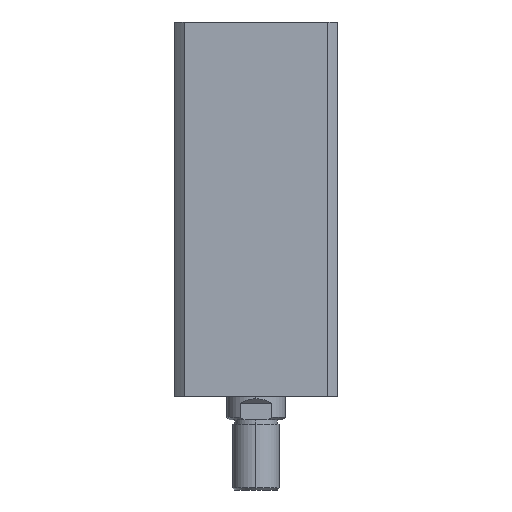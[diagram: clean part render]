
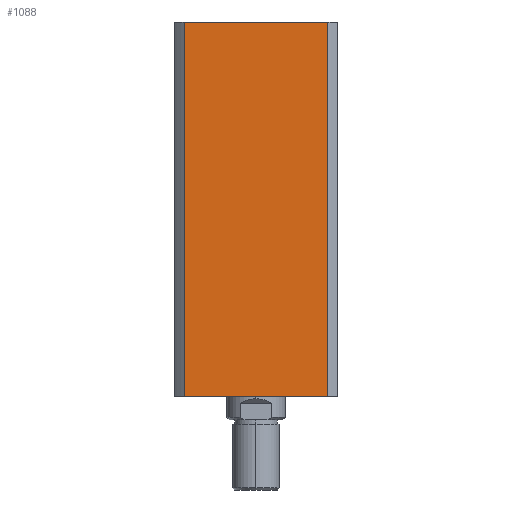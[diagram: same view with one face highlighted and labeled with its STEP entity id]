
A CAD part, left-side view. The second image highlights one B-rep face of the part: STEP entity #1088.
In plain terms, the highlighted planar face has unit normal (-1, 0, 0).
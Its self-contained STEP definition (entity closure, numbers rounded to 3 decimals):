
#9 = ORIENTED_EDGE ( 'NONE', *, *, #3365, .T. ) ;
#11 = ORIENTED_EDGE ( 'NONE', *, *, #3370, .F. ) ;
#104 = ORIENTED_EDGE ( 'NONE', *, *, #3369, .F. ) ;
#263 = CARTESIAN_POINT ( 'NONE',  ( -35., -30.615, 160. ) ) ;
#268 = CARTESIAN_POINT ( 'NONE',  ( -35., 30.615, 160. ) ) ;
#276 = CARTESIAN_POINT ( 'NONE',  ( -35., -30.615, 0. ) ) ;
#278 = CARTESIAN_POINT ( 'NONE',  ( -35., 30.615, 0. ) ) ;
#877 = EDGE_LOOP ( 'NONE', ( #3721, #104, #11, #9 ) ) ;
#1088 = ADVANCED_FACE ( 'NONE', ( #2879 ), #1343, .F. ) ;
#1339 = DIRECTION ( 'NONE',  ( 1., 0., 0. ) ) ;
#1343 = PLANE ( 'NONE',  #1512 ) ;
#1349 = CARTESIAN_POINT ( 'NONE',  ( -35., 0., 160. ) ) ;
#1512 = AXIS2_PLACEMENT_3D ( 'NONE', #1349, #1339, #2185 ) ;
#2185 = DIRECTION ( 'NONE',  ( 0., 0., -1. ) ) ;
#2230 = CARTESIAN_POINT ( 'NONE',  ( -35., 30.615, 160. ) ) ;
#2231 = DIRECTION ( 'NONE',  ( 0., 0., -1. ) ) ;
#2235 = DIRECTION ( 'NONE',  ( 0., -1., 0. ) ) ;
#2236 = CARTESIAN_POINT ( 'NONE',  ( -35., 0., 0. ) ) ;
#2237 = CARTESIAN_POINT ( 'NONE',  ( -35., 0., 160. ) ) ;
#2241 = CARTESIAN_POINT ( 'NONE',  ( -35., -30.615, 160. ) ) ;
#2243 = DIRECTION ( 'NONE',  ( 0., 0., -1. ) ) ;
#2244 = DIRECTION ( 'NONE',  ( 0., -1., 0. ) ) ;
#2698 = VERTEX_POINT ( 'NONE', #263 ) ;
#2703 = VERTEX_POINT ( 'NONE', #268 ) ;
#2711 = VERTEX_POINT ( 'NONE', #276 ) ;
#2713 = VERTEX_POINT ( 'NONE', #278 ) ;
#2879 = FACE_OUTER_BOUND ( 'NONE', #877, .T. ) ;
#3217 = LINE ( 'NONE', #2230, #3221 ) ;
#3219 = LINE ( 'NONE', #2236, #3224 ) ;
#3221 = VECTOR ( 'NONE', #2231, 1000. ) ;
#3222 = LINE ( 'NONE', #2237, #3226 ) ;
#3223 = LINE ( 'NONE', #2241, #3225 ) ;
#3224 = VECTOR ( 'NONE', #2235, 1000. ) ;
#3225 = VECTOR ( 'NONE', #2243, 1000. ) ;
#3226 = VECTOR ( 'NONE', #2244, 1000. ) ;
#3365 = EDGE_CURVE ( 'NONE', #2703, #2713, #3217, .T. ) ;
#3368 = EDGE_CURVE ( 'NONE', #2713, #2711, #3219, .T. ) ;
#3369 = EDGE_CURVE ( 'NONE', #2698, #2711, #3223, .T. ) ;
#3370 = EDGE_CURVE ( 'NONE', #2703, #2698, #3222, .T. ) ;
#3721 = ORIENTED_EDGE ( 'NONE', *, *, #3368, .T. ) ;
